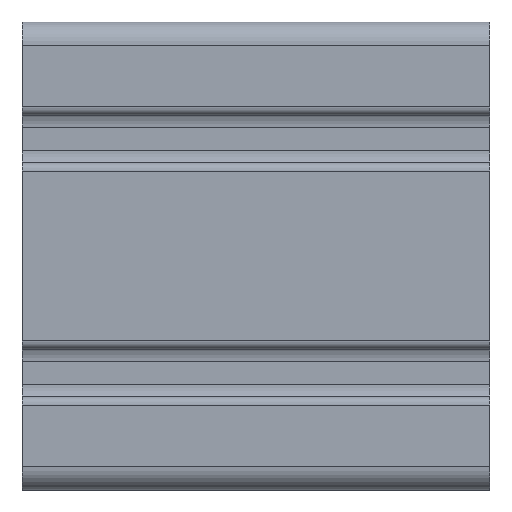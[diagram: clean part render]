
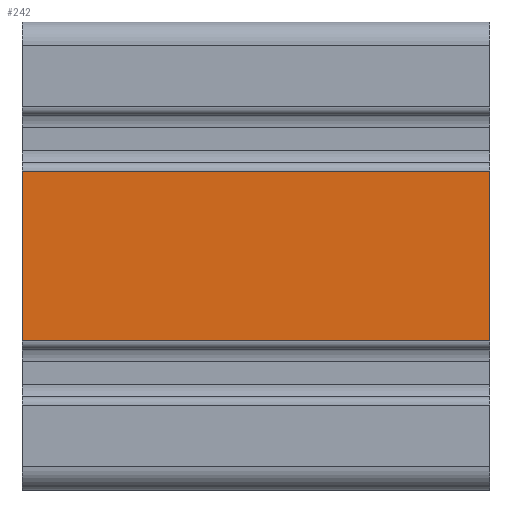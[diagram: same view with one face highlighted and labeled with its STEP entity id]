
A CAD part, left-side view. The second image highlights one B-rep face of the part: STEP entity #242.
In plain terms, the highlighted planar face has unit normal (-1, 0, 0).
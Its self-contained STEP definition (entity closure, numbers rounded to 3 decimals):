
#242 = ADVANCED_FACE( '', ( #566 ), #567, .F. );
#566 = FACE_OUTER_BOUND( '', #965, .T. );
#567 = PLANE( '', #966 );
#965 = EDGE_LOOP( '', ( #1689, #1690, #1691, #1692 ) );
#966 = AXIS2_PLACEMENT_3D( '', #1693, #1694, #1695 );
#1689 = ORIENTED_EDGE( '', *, *, #2707, .T. );
#1690 = ORIENTED_EDGE( '', *, *, #2698, .F. );
#1691 = ORIENTED_EDGE( '', *, *, #2573, .F. );
#1692 = ORIENTED_EDGE( '', *, *, #2708, .T. );
#1693 = CARTESIAN_POINT( '', ( -25., 100., -18.1 ) );
#1694 = DIRECTION( '', ( 1., 0., 0. ) );
#1695 = DIRECTION( '', ( 0., 0., -1. ) );
#2573 = EDGE_CURVE( '', #3185, #3187, #3188, .T. );
#2698 = EDGE_CURVE( '', #3187, #3375, #3377, .T. );
#2707 = EDGE_CURVE( '', #3389, #3375, #3390, .T. );
#2708 = EDGE_CURVE( '', #3185, #3389, #3391, .T. );
#3185 = VERTEX_POINT( '', #3977 );
#3187 = VERTEX_POINT( '', #3979 );
#3188 = LINE( '', #3980, #3981 );
#3375 = VERTEX_POINT( '', #4227 );
#3377 = LINE( '', #4229, #4230 );
#3389 = VERTEX_POINT( '', #4246 );
#3390 = LINE( '', #4247, #4248 );
#3391 = LINE( '', #4249, #4250 );
#3977 = CARTESIAN_POINT( '', ( -25., 100., -18.1 ) );
#3979 = CARTESIAN_POINT( '', ( -25., 100., 18.1 ) );
#3980 = CARTESIAN_POINT( '', ( -25., 100., -18.1 ) );
#3981 = VECTOR( '', #4857, 1000. );
#4227 = CARTESIAN_POINT( '', ( -25., 0., 18.1 ) );
#4229 = CARTESIAN_POINT( '', ( -25., 100., 18.1 ) );
#4230 = VECTOR( '', #5019, 1000. );
#4246 = CARTESIAN_POINT( '', ( -25., 0., -18.1 ) );
#4247 = CARTESIAN_POINT( '', ( -25., 0., -18.1 ) );
#4248 = VECTOR( '', #5027, 1000. );
#4249 = CARTESIAN_POINT( '', ( -25., 100., -18.1 ) );
#4250 = VECTOR( '', #5028, 1000. );
#4857 = DIRECTION( '', ( 0., 0., 1. ) );
#5019 = DIRECTION( '', ( 0., -1., 0. ) );
#5027 = DIRECTION( '', ( 0., 0., 1. ) );
#5028 = DIRECTION( '', ( 0., -1., 0. ) );
